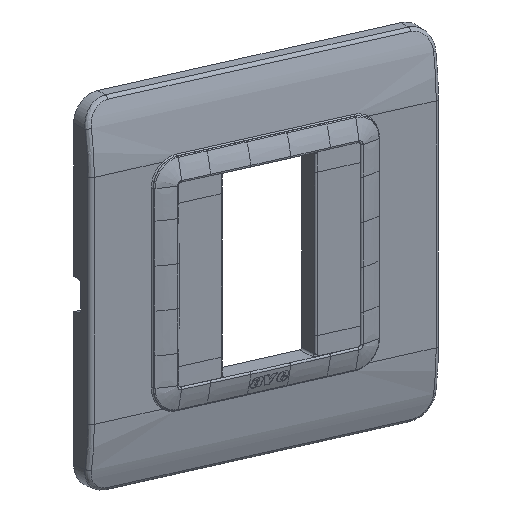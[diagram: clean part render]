
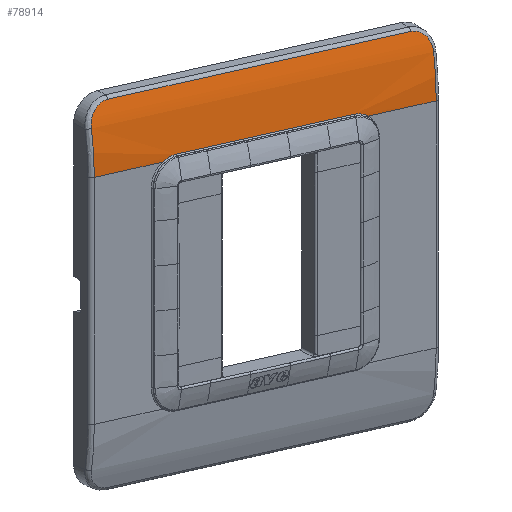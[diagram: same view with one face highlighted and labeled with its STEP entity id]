
A CAD part, top view. The second image highlights one B-rep face of the part: STEP entity #78914.
In plain terms, the highlighted cylindrical face has radius 55 mm (diameter 110 mm), a partial arc.
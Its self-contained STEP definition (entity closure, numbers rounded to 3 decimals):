
#77867=CARTESIAN_POINT('Vertex',(42.781,27.454,6.)) ;
#77925=CARTESIAN_POINT('Vertex',(42.825,38.022,4.975)) ;
#77929=CARTESIAN_POINT('Control Point',(42.781,27.454,6.)) ;
#77930=CARTESIAN_POINT('Control Point',(42.781,29.58,6.)) ;
#77931=CARTESIAN_POINT('Control Point',(42.785,31.707,5.897)) ;
#77932=CARTESIAN_POINT('Control Point',(42.794,33.828,5.692)) ;
#77933=CARTESIAN_POINT('Control Point',(42.807,35.934,5.384)) ;
#77934=CARTESIAN_POINT('Control Point',(42.825,38.022,4.975)) ;
#78004=CARTESIAN_POINT('Vertex',(37.884,43.165,3.708)) ;
#78008=CARTESIAN_POINT('Control Point',(37.884,43.165,3.708)) ;
#78009=CARTESIAN_POINT('Control Point',(38.21,43.165,3.708)) ;
#78010=CARTESIAN_POINT('Control Point',(38.535,43.137,3.716)) ;
#78011=CARTESIAN_POINT('Control Point',(38.858,43.082,3.733)) ;
#78012=CARTESIAN_POINT('Control Point',(39.574,42.897,3.788)) ;
#78013=CARTESIAN_POINT('Control Point',(40.243,42.58,3.879)) ;
#78014=CARTESIAN_POINT('Control Point',(40.595,42.364,3.941)) ;
#78015=CARTESIAN_POINT('Control Point',(41.432,41.724,4.12)) ;
#78016=CARTESIAN_POINT('Control Point',(42.077,40.884,4.339)) ;
#78017=CARTESIAN_POINT('Control Point',(42.386,40.316,4.48)) ;
#78018=CARTESIAN_POINT('Control Point',(42.676,39.507,4.668)) ;
#78019=CARTESIAN_POINT('Control Point',(42.798,38.662,4.847)) ;
#78020=CARTESIAN_POINT('Control Point',(42.818,38.449,4.89)) ;
#78021=CARTESIAN_POINT('Control Point',(42.826,38.235,4.933)) ;
#78022=CARTESIAN_POINT('Control Point',(42.825,38.022,4.975)) ;
#78036=CARTESIAN_POINT('Line Origine',(21.899,43.165,3.708)) ;
#78040=CARTESIAN_POINT('Vertex',(-37.884,43.165,3.708)) ;
#78111=CARTESIAN_POINT('Control Point',(-37.884,43.165,3.708)) ;
#78112=CARTESIAN_POINT('Control Point',(-38.21,43.165,3.708)) ;
#78113=CARTESIAN_POINT('Control Point',(-38.535,43.137,3.716)) ;
#78114=CARTESIAN_POINT('Control Point',(-38.858,43.082,3.733)) ;
#78115=CARTESIAN_POINT('Control Point',(-39.574,42.897,3.788)) ;
#78116=CARTESIAN_POINT('Control Point',(-40.243,42.58,3.879)) ;
#78117=CARTESIAN_POINT('Control Point',(-40.595,42.364,3.941)) ;
#78118=CARTESIAN_POINT('Control Point',(-41.432,41.724,4.12)) ;
#78119=CARTESIAN_POINT('Control Point',(-42.077,40.884,4.339)) ;
#78120=CARTESIAN_POINT('Control Point',(-42.386,40.316,4.48)) ;
#78121=CARTESIAN_POINT('Control Point',(-42.676,39.507,4.668)) ;
#78122=CARTESIAN_POINT('Control Point',(-42.798,38.662,4.847)) ;
#78123=CARTESIAN_POINT('Control Point',(-42.818,38.449,4.89)) ;
#78124=CARTESIAN_POINT('Control Point',(-42.826,38.235,4.933)) ;
#78125=CARTESIAN_POINT('Control Point',(-42.825,38.022,4.975)) ;
#78126=CARTESIAN_POINT('Vertex',(-42.825,38.022,4.975)) ;
#78222=CARTESIAN_POINT('Vertex',(-42.781,27.454,6.)) ;
#78275=CARTESIAN_POINT('Control Point',(-42.781,27.454,6.)) ;
#78276=CARTESIAN_POINT('Control Point',(-42.781,29.58,6.)) ;
#78277=CARTESIAN_POINT('Control Point',(-42.785,31.707,5.897)) ;
#78278=CARTESIAN_POINT('Control Point',(-42.794,33.828,5.692)) ;
#78279=CARTESIAN_POINT('Control Point',(-42.807,35.934,5.384)) ;
#78280=CARTESIAN_POINT('Control Point',(-42.825,38.022,4.975)) ;
#78832=CARTESIAN_POINT('Line Origine',(34.274,27.454,6.)) ;
#78836=CARTESIAN_POINT('Vertex',(25.767,27.454,6.)) ;
#78867=CARTESIAN_POINT('Axis2P3D Location',(34.5,27.454,-49.)) ;
#78872=CARTESIAN_POINT('Line Origine',(34.5,27.454,6.)) ;
#78876=CARTESIAN_POINT('Vertex',(-25.767,27.454,6.)) ;
#78880=CARTESIAN_POINT('Control Point',(-25.767,27.454,6.)) ;
#78881=CARTESIAN_POINT('Control Point',(-24.983,27.983,6.)) ;
#78882=CARTESIAN_POINT('Control Point',(-24.093,28.357,5.993)) ;
#78883=CARTESIAN_POINT('Control Point',(-23.147,28.544,5.989)) ;
#78884=CARTESIAN_POINT('Control Point',(-22.2,28.544,5.989)) ;
#78885=CARTESIAN_POINT('Vertex',(-22.2,28.544,5.989)) ;
#78888=CARTESIAN_POINT('Line Origine',(34.5,28.544,5.989)) ;
#78892=CARTESIAN_POINT('Vertex',(22.2,28.544,5.989)) ;
#78896=CARTESIAN_POINT('Control Point',(22.2,28.544,5.989)) ;
#78897=CARTESIAN_POINT('Control Point',(23.147,28.544,5.989)) ;
#78898=CARTESIAN_POINT('Control Point',(24.093,28.357,5.993)) ;
#78899=CARTESIAN_POINT('Control Point',(24.983,27.983,6.)) ;
#78900=CARTESIAN_POINT('Control Point',(25.767,27.454,6.)) ;
#78037=DIRECTION('Vector Direction',(1.,0.,0.)) ;
#78833=DIRECTION('Vector Direction',(1.,0.,0.)) ;
#78868=DIRECTION('Axis2P3D Direction',(1.,0.,0.)) ;
#78869=DIRECTION('Axis2P3D XDirection',(0.,0.298,0.955)) ;
#78873=DIRECTION('Vector Direction',(1.,0.,0.)) ;
#78889=DIRECTION('Vector Direction',(1.,0.,0.)) ;
#78870=AXIS2_PLACEMENT_3D('Cylinder Axis2P3D',#78867,#78868,#78869) ;
#78903=ORIENTED_EDGE('',*,*,#78838,.F.) ;
#78904=ORIENTED_EDGE('',*,*,#77935,.T.) ;
#78905=ORIENTED_EDGE('',*,*,#78023,.T.) ;
#78906=ORIENTED_EDGE('',*,*,#78042,.F.) ;
#78907=ORIENTED_EDGE('',*,*,#78128,.F.) ;
#78908=ORIENTED_EDGE('',*,*,#78281,.F.) ;
#78909=ORIENTED_EDGE('',*,*,#78878,.F.) ;
#78910=ORIENTED_EDGE('',*,*,#78887,.F.) ;
#78911=ORIENTED_EDGE('',*,*,#78894,.F.) ;
#78912=ORIENTED_EDGE('',*,*,#78901,.F.) ;
#78038=VECTOR('Line Direction',#78037,1.) ;
#78834=VECTOR('Line Direction',#78833,1.) ;
#78874=VECTOR('Line Direction',#78873,1.) ;
#78890=VECTOR('Line Direction',#78889,1.) ;
#78914=ADVANCED_FACE('PartBody',(#78913),#78871,.T.) ;
#77928=B_SPLINE_CURVE_WITH_KNOTS('',5,(#77929,#77930,#77931,#77932,#77933,#77934),.UNSPECIFIED.,.F.,.U.,(6,6),(37.584,52.488),.UNSPECIFIED.) ;
#78007=B_SPLINE_CURVE_WITH_KNOTS('',5,(#78008,#78009,#78010,#78011,#78012,#78013,#78014,#78015,#78016,#78017,#78018,#78019,#78020,#78021,#78022),.UNSPECIFIED.,.F.,.U.,(6,3,3,3,6),(18.827,21.371,24.598,29.621,31.296),.UNSPECIFIED.) ;
#78110=B_SPLINE_CURVE_WITH_KNOTS('',5,(#78111,#78112,#78113,#78114,#78115,#78116,#78117,#78118,#78119,#78120,#78121,#78122,#78123,#78124,#78125),.UNSPECIFIED.,.F.,.U.,(6,3,3,3,6),(18.827,21.371,24.598,29.621,31.296),.UNSPECIFIED.) ;
#78274=B_SPLINE_CURVE_WITH_KNOTS('',5,(#78275,#78276,#78277,#78278,#78279,#78280),.UNSPECIFIED.,.F.,.U.,(6,6),(37.584,52.488),.UNSPECIFIED.) ;
#78879=B_SPLINE_CURVE_WITH_KNOTS('',4,(#78880,#78881,#78882,#78883,#78884),.UNSPECIFIED.,.F.,.U.,(5,5),(10.335,15.564),.UNSPECIFIED.) ;
#78895=B_SPLINE_CURVE_WITH_KNOTS('',4,(#78896,#78897,#78898,#78899,#78900),.UNSPECIFIED.,.F.,.U.,(5,5),(10.903,16.133),.UNSPECIFIED.) ;
#78871=CYLINDRICAL_SURFACE('generated cylinder',#78870,55.) ;
#77935=EDGE_CURVE('',#77868,#77926,#77928,.T.) ;
#78023=EDGE_CURVE('',#77926,#78005,#78007,.F.) ;
#78042=EDGE_CURVE('',#78041,#78005,#78039,.T.) ;
#78128=EDGE_CURVE('',#78127,#78041,#78110,.F.) ;
#78281=EDGE_CURVE('',#78223,#78127,#78274,.T.) ;
#78838=EDGE_CURVE('',#77868,#78837,#78835,.F.) ;
#78878=EDGE_CURVE('',#78877,#78223,#78875,.F.) ;
#78887=EDGE_CURVE('',#78886,#78877,#78879,.F.) ;
#78894=EDGE_CURVE('',#78893,#78886,#78891,.F.) ;
#78901=EDGE_CURVE('',#78837,#78893,#78895,.F.) ;
#78902=EDGE_LOOP('',(#78903,#78904,#78905,#78906,#78907,#78908,#78909,#78910,#78911,#78912)) ;
#78913=FACE_OUTER_BOUND('',#78902,.T.) ;
#78039=LINE('Line',#78036,#78038) ;
#78835=LINE('Line',#78832,#78834) ;
#78875=LINE('Line',#78872,#78874) ;
#78891=LINE('Line',#78888,#78890) ;
#77868=VERTEX_POINT('',#77867) ;
#77926=VERTEX_POINT('',#77925) ;
#78005=VERTEX_POINT('',#78004) ;
#78041=VERTEX_POINT('',#78040) ;
#78127=VERTEX_POINT('',#78126) ;
#78223=VERTEX_POINT('',#78222) ;
#78837=VERTEX_POINT('',#78836) ;
#78877=VERTEX_POINT('',#78876) ;
#78886=VERTEX_POINT('',#78885) ;
#78893=VERTEX_POINT('',#78892) ;
